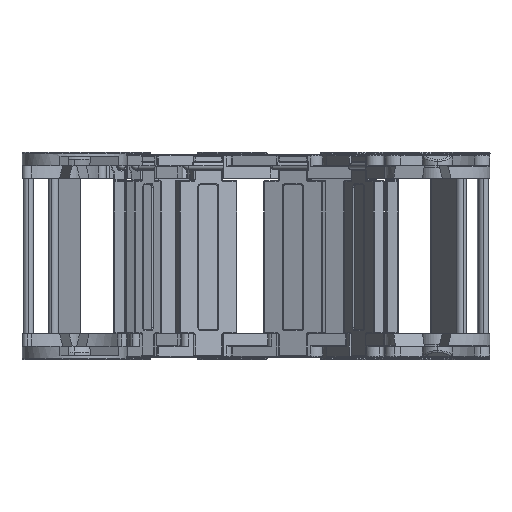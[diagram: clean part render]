
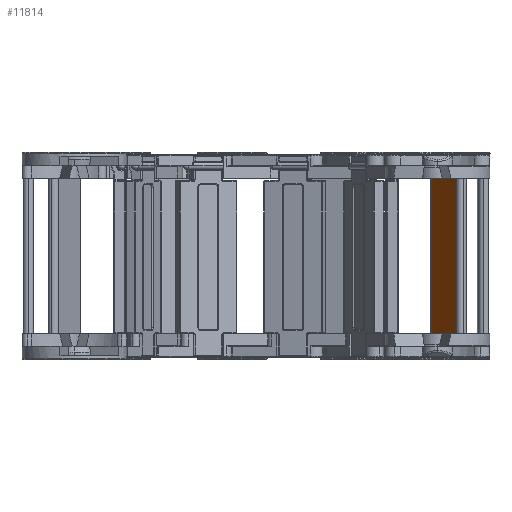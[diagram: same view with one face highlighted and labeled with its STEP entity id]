
A CAD part, left-side view. The second image highlights one B-rep face of the part: STEP entity #11814.
In plain terms, the highlighted face is planar.
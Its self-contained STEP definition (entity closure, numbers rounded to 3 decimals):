
#227 = VERTEX_POINT ( 'NONE', #13693 ) ;
#488 = EDGE_CURVE ( 'NONE', #227, #4868, #11793, .T. ) ;
#658 = EDGE_CURVE ( 'NONE', #13589, #4868, #13822, .T. ) ;
#990 = EDGE_CURVE ( 'NONE', #13589, #6439, #5577, .T. ) ;
#1195 = ORIENTED_EDGE ( 'NONE', *, *, #658, .F. ) ;
#1296 = VECTOR ( 'NONE', #6533, 1000. ) ;
#1801 = CARTESIAN_POINT ( 'NONE',  ( -6.492, -9.985, 67.504 ) ) ;
#1875 = AXIS2_PLACEMENT_3D ( 'NONE', #4751, #4697, #9214 ) ;
#1920 = CARTESIAN_POINT ( 'NONE',  ( 3.508, -9.985, 52.504 ) ) ;
#2090 = CARTESIAN_POINT ( 'NONE',  ( -7.492, -9.985, 67.504 ) ) ;
#2365 = PLANE ( 'NONE',  #1875 ) ;
#2898 = DIRECTION ( 'NONE',  ( 0., 0., 1. ) ) ;
#3009 = VECTOR ( 'NONE', #6293, 1000. ) ;
#3225 = CARTESIAN_POINT ( 'NONE',  ( -6.492, -9.985, 67.504 ) ) ;
#4458 = ORIENTED_EDGE ( 'NONE', *, *, #13770, .T. ) ;
#4697 = DIRECTION ( 'NONE',  ( 0., -1., 0. ) ) ;
#4751 = CARTESIAN_POINT ( 'NONE',  ( -7.492, -9.985, 67.504 ) ) ;
#4868 = VERTEX_POINT ( 'NONE', #12885 ) ;
#5084 = VECTOR ( 'NONE', #14292, 1000. ) ;
#5308 = FACE_OUTER_BOUND ( 'NONE', #8840, .T. ) ;
#5577 = LINE ( 'NONE', #1801, #14487 ) ;
#6293 = DIRECTION ( 'NONE',  ( 0., 0., -1. ) ) ;
#6438 = CARTESIAN_POINT ( 'NONE',  ( -7.492, -9.985, 37.504 ) ) ;
#6439 = VERTEX_POINT ( 'NONE', #3225 ) ;
#6533 = DIRECTION ( 'NONE',  ( 1., 0., 0. ) ) ;
#8370 = ORIENTED_EDGE ( 'NONE', *, *, #990, .T. ) ;
#8840 = EDGE_LOOP ( 'NONE', ( #13769, #1195, #8370, #4458 ) ) ;
#9214 = DIRECTION ( 'NONE',  ( 1., 0., 0. ) ) ;
#10934 = LINE ( 'NONE', #2090, #1296 ) ;
#11793 = LINE ( 'NONE', #1920, #3009 ) ;
#11814 = ADVANCED_FACE ( 'NONE', ( #5308 ), #2365, .F. ) ;
#12668 = CARTESIAN_POINT ( 'NONE',  ( -6.492, -9.985, 37.504 ) ) ;
#12885 = CARTESIAN_POINT ( 'NONE',  ( 3.508, -9.985, 37.504 ) ) ;
#13589 = VERTEX_POINT ( 'NONE', #12668 ) ;
#13693 = CARTESIAN_POINT ( 'NONE',  ( 3.508, -9.985, 67.504 ) ) ;
#13769 = ORIENTED_EDGE ( 'NONE', *, *, #488, .T. ) ;
#13770 = EDGE_CURVE ( 'NONE', #6439, #227, #10934, .T. ) ;
#13822 = LINE ( 'NONE', #6438, #5084 ) ;
#14292 = DIRECTION ( 'NONE',  ( 1., 0., 0. ) ) ;
#14487 = VECTOR ( 'NONE', #2898, 1000. ) ;
